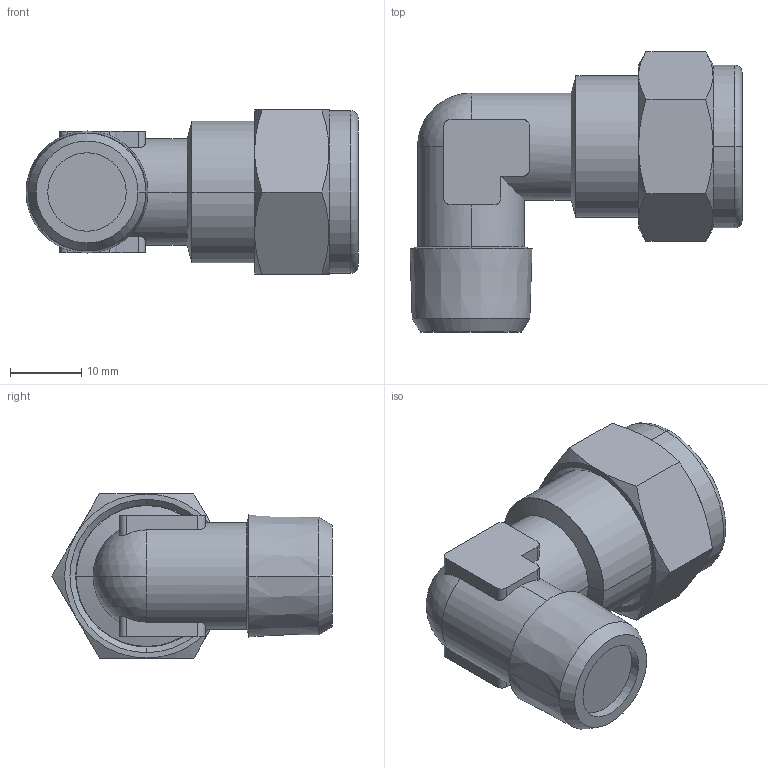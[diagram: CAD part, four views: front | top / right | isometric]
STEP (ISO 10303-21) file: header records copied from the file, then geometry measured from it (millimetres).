
FILE_DESCRIPTION (( 'STEP AP214' ), '1' );
FILE_NAME ('1028000013.step', '2013-02-25T17:14:07', ( '' ), ( '' ), 'SwSTEP 2.0', 'SolidWorks 2012', '' );
FILE_SCHEMA (( 'AUTOMOTIVE_DESIGN' ));
Length unit declared in the file: millimetre
Products named in the file (1): 1028000013
Bounding box: 46.55 x 39.28 x 23 mm (x, y, z)
Volume: 16524.6 mm3; surface area: 4836.3 mm2
Topology: 1 solids, 1 shells, 73 faces, 179 edges, 111 vertices
Faces by surface type: plane 25, cylinder 22, cone 20, torus 4, sphere 2
Entity records: 2350 total; most frequent: CARTESIAN_POINT 600, DIRECTION 368, ORIENTED_EDGE 358, EDGE_CURVE 179, AXIS2_PLACEMENT_3D 147, VERTEX_POINT 111, EDGE_LOOP 76, LINE 74
